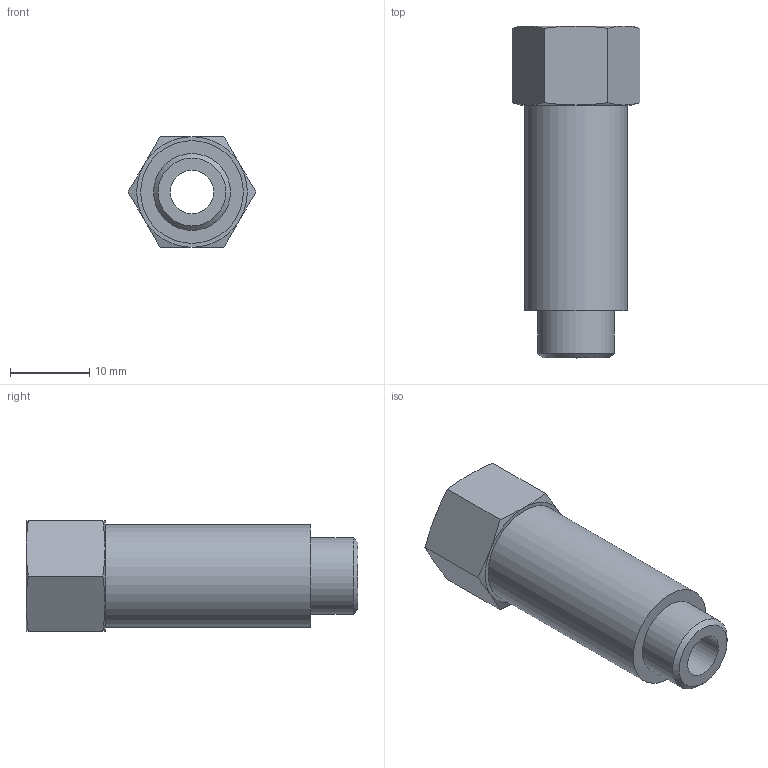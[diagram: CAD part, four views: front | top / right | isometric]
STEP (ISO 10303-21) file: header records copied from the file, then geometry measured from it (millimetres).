
FILE_DESCRIPTION(/* description */ ('STEP AP214'),/* implementation_level */ '2;1');
FILE_NAME(/* name */ '8030304_NPFC-E3-2G18-FM',/* time_stamp */ '2024-09-10T10:51:09+02:00',/* author */ ('License CC BY-ND 4.0'),/* organization */ ('CADENAS'),/* preprocessor_version */ 'ST-DEVELOPER v19.3',/* originating_system */ 'PARTsolutions',/* authorisation */ ' ');
FILE_SCHEMA (('AUTOMOTIVE_DESIGN {1 0 10303 214 3 1 1}'));
Length unit declared in the file: millimetre
Products named in the file (1): 8030304 NPFC-E3-2G18-FM
Bounding box: 16.17 x 42 x 14 mm (x, y, z)
Volume: 4037.1 mm3; surface area: 2887.1 mm2
Topology: 1 solids, 1 shells, 31 faces, 61 edges, 36 vertices
Faces by surface type: cone 14, plane 12, cylinder 5
Full cylindrical faces by diameter (mm): 5.5 x1, 6.6 x1, 8.566 x1, 9.728 x1, 13 x1
Entity records: 810 total; most frequent: CARTESIAN_POINT 194, DIRECTION 118, ORIENTED_EDGE 108, AXIS2_PLACEMENT_3D 56, EDGE_CURVE 54, EDGE_LOOP 44, FACE_BOUND 44, VERTEX_POINT 36
